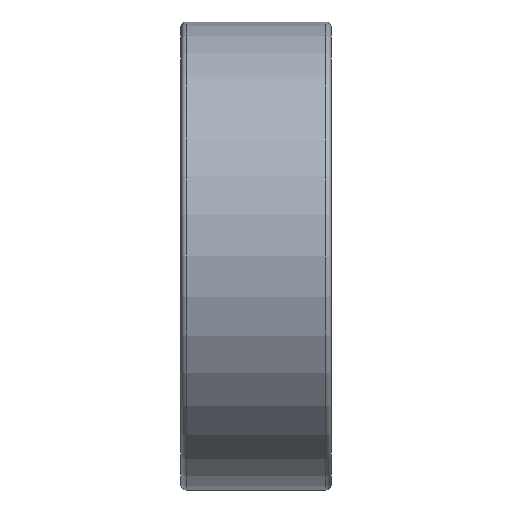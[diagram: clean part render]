
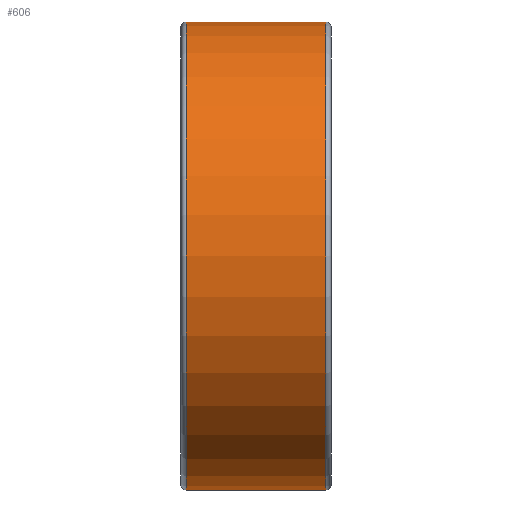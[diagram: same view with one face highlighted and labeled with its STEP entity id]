
A CAD part, front view. The second image highlights one B-rep face of the part: STEP entity #606.
In plain terms, the highlighted cylindrical face has radius 11.113 mm (diameter 22.225 mm), a full revolution.
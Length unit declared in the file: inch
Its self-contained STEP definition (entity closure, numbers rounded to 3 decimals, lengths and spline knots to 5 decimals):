
#83=CYLINDRICAL_SURFACE($,#665,0.4375);
#96=FACE_BOUND($,#198,.T.);
#150=FACE_OUTER_BOUND($,#197,.T.);
#197=EDGE_LOOP($,(#465));
#198=EDGE_LOOP($,(#466));
#296=CIRCLE($,#664,0.4375);
#297=CIRCLE($,#666,0.4375);
#328=VERTEX_POINT($,#914);
#329=VERTEX_POINT($,#917);
#396=EDGE_CURVE($,#328,#328,#296,.T.);
#397=EDGE_CURVE($,#329,#329,#297,.T.);
#465=ORIENTED_EDGE($,*,*,#397,.F.);
#466=ORIENTED_EDGE($,*,*,#396,.F.);
#606=ADVANCED_FACE($,(#150,#96),#83,.T.);
#664=AXIS2_PLACEMENT_3D($,#915,#750,#751);
#665=AXIS2_PLACEMENT_3D($,#916,#752,#753);
#666=AXIS2_PLACEMENT_3D($,#918,#754,#755);
#750=DIRECTION('center_axis',(1.,0.,0.));
#751=DIRECTION('ref_axis',(0.,0.,-1.));
#752=DIRECTION('center_axis',(1.,0.,0.));
#753=DIRECTION('ref_axis',(0.,-1.,0.));
#754=DIRECTION('center_axis',(-1.,0.,0.));
#755=DIRECTION('ref_axis',(0.,0.,-1.));
#914=CARTESIAN_POINT('',(0.1305,0.,0.4375));
#915=CARTESIAN_POINT('Origin',(0.1305,0.,0.));
#916=CARTESIAN_POINT('Origin',(-0.15455,0.,0.));
#917=CARTESIAN_POINT('',(-0.1305,0.,0.4375));
#918=CARTESIAN_POINT('Origin',(-0.1305,0.,0.));
